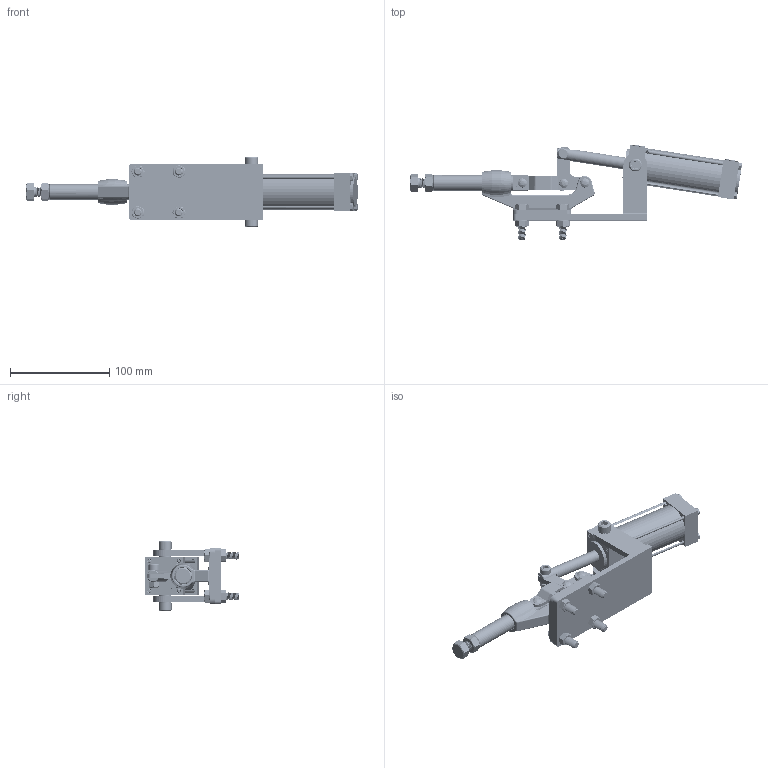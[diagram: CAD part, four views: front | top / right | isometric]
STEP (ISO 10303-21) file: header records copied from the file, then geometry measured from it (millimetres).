
FILE_DESCRIPTION (( 'STEP AP203' ), '1' );
FILE_NAME ('CH-305-EA.STEP', '2017-12-05T03:47:47', ( 'Windows' ), ( 'Microsoft' ), 'SwSTEP 2.0', 'SolidWorks 2015', '' );
FILE_SCHEMA (( 'CONFIG_CONTROL_DESIGN' ));
Length unit declared in the file: millimetre
Products named in the file (19): M10; 15RIVET; Air cylinder-1; M8-16; Air cylinder-3; Air cylinder-2; CH-304-04; CH-305-EA-02; 錨璃2; M6-18; CH-305-EA-03; CH-305-EA; M6NUT; M8-30; CH-305-EA-01_默认<按加工>; M8; CH-304-EM-01; M10-50; CH-304-EM-02
Assembly tree (32 placements, depth 2):
  CH-305-EA
    CH-305-EA-01_默认<按加工>
    CH-304-EM-01
    CH-304-EM-02
    15RIVET  x3
    Air cylinder-3  x4
    CH-305-EA-02
    CH-305-EA-03  x2
    M6NUT
    M8-30  x4
    M8  x4
    M10-50
    M10
    M8-16  x2
    CH-304-04
    M6-18
    Air cylinder-1
    Air cylinder-2
    錨璃2  x2
Bounding box: 334.25 x 95.64 x 71 mm (x, y, z)
Volume: 286033.1 mm3; surface area: 116978.9 mm2
Topology: 41 solids, 44 shells, 2072 faces, 5615 edges, 3675 vertices
Faces by surface type: cylinder 1016, plane 536, bspline 285, cone 166, torus 67, sphere 2
Entity records: 82450 total; most frequent: CARTESIAN_POINT 46971, ORIENTED_EDGE 8124, DIRECTION 5404, EDGE_CURVE 4062, VERTEX_POINT 2670, LINE 1820, VECTOR 1820, AXIS2_PLACEMENT_3D 1792
